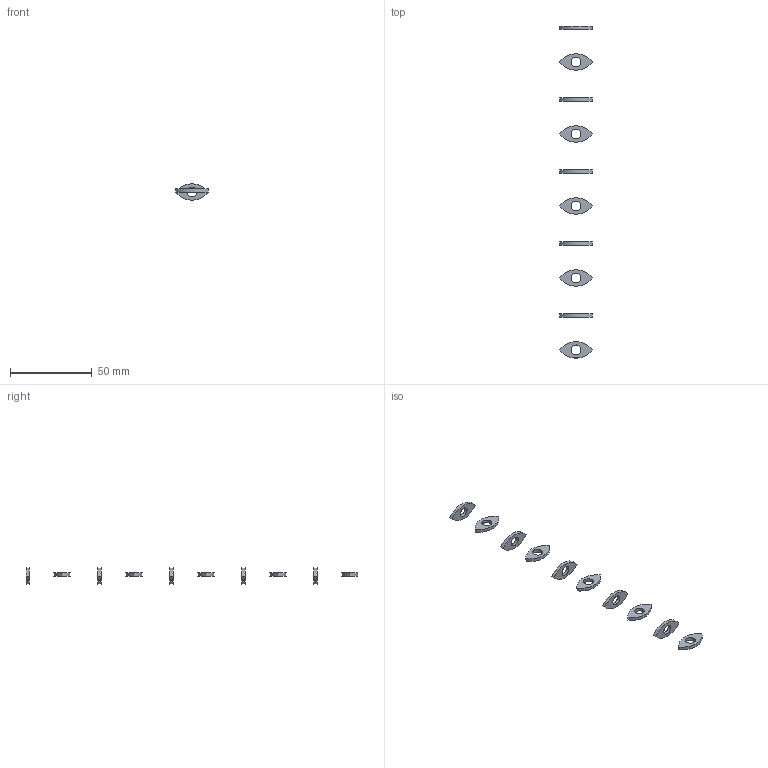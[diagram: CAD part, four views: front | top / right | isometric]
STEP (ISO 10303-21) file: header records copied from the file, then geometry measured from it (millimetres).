
FILE_DESCRIPTION(('Open CASCADE Model'),'2;1');
FILE_NAME('Open CASCADE Shape Model','2024-05-26T16:41:54',('Author'),( 'Open CASCADE'),'Open CASCADE STEP processor 7.7','Open CASCADE 7.7' ,'Unknown');
FILE_SCHEMA(('AUTOMOTIVE_DESIGN { 1 0 10303 214 1 1 1 1 }'));
Length unit declared in the file: millimetre
Products named in the file (11): Open CASCADE STEP translator 7.7 2; Open CASCADE STEP translator 7.7 2.1; Open CASCADE STEP translator 7.7 2.2; Open CASCADE STEP translator 7.7 2.3; Open CASCADE STEP translator 7.7 2.4; Open CASCADE STEP translator 7.7 2.5; Open CASCADE STEP translator 7.7 2.6; Open CASCADE STEP translator 7.7 2.7; Open CASCADE STEP translator 7.7 2.8; Open CASCADE STEP translator 7.7 2.9; Open CASCADE STEP translator 7.7 2.10
Assembly tree (10 placements, depth 2):
  Open CASCADE STEP translator 7.7 2
    Open CASCADE STEP translator 7.7 2.1
    Open CASCADE STEP translator 7.7 2.2
    Open CASCADE STEP translator 7.7 2.3
    Open CASCADE STEP translator 7.7 2.4
    Open CASCADE STEP translator 7.7 2.5
    Open CASCADE STEP translator 7.7 2.6
    Open CASCADE STEP translator 7.7 2.7
    Open CASCADE STEP translator 7.7 2.8
    Open CASCADE STEP translator 7.7 2.9
    Open CASCADE STEP translator 7.7 2.10
Bounding box: 20 x 202.96 x 9.91 mm (x, y, z)
Volume: 2230.1 mm3; surface area: 3534.4 mm2
Topology: 10 solids, 10 shells, 50 faces, 90 edges, 60 vertices
Faces by surface type: cylinder 30, plane 20
Full cylindrical faces by diameter (mm): 6 x10
Entity records: 2696 total; most frequent: CARTESIAN_POINT 511, DIRECTION 432, ORIENTED_EDGE 180, PCURVE 180, DEFINITIONAL_REPRESENTATION 180, LINE 150, VECTOR 150, AXIS2_PLACEMENT_3D 121
